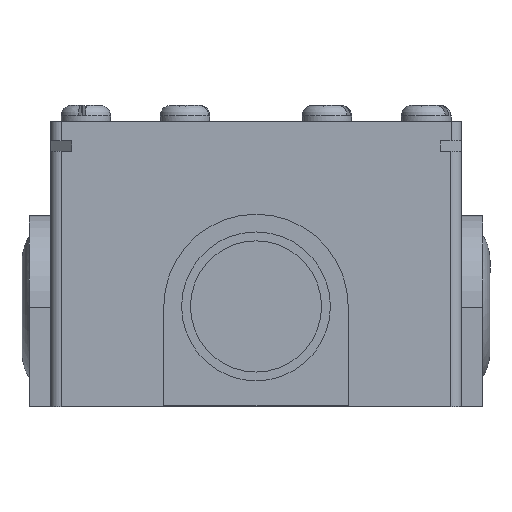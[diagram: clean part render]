
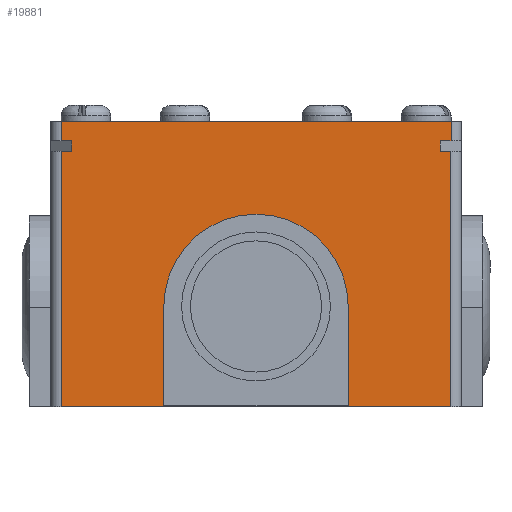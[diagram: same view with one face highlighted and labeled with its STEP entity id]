
A CAD part, front view. The second image highlights one B-rep face of the part: STEP entity #19881.
In plain terms, the highlighted planar face has unit normal (0, -1, 0).
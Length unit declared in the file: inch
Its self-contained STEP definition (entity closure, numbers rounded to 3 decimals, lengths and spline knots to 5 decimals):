
#431 = VERTEX_POINT ( 'NONE', #12999 ) ;
#506 = EDGE_CURVE ( 'NONE', #11334, #11448, #17920, .T. ) ;
#544 = CARTESIAN_POINT ( 'NONE',  ( -2.35941, -1.72249, 0.00197 ) ) ;
#654 = VECTOR ( 'NONE', #9172, 39.37008 ) ;
#658 = CIRCLE ( 'NONE', #11952, 0.51181 ) ;
#819 = DIRECTION ( 'NONE',  ( 0., 0., -1. ) ) ;
#868 = DIRECTION ( 'NONE',  ( -1., 0., 0. ) ) ;
#890 = VECTOR ( 'NONE', #19720, 39.37008 ) ;
#969 = CARTESIAN_POINT ( 'NONE',  ( -2.30036, -1.72249, 1.41929 ) ) ;
#1029 = CARTESIAN_POINT ( 'NONE',  ( -0.76493, -1.72249, 0.00736 ) ) ;
#1115 = EDGE_CURVE ( 'NONE', #1631, #4793, #6156, .T. ) ;
#1243 = ORIENTED_EDGE ( 'NONE', *, *, #9118, .F. ) ;
#1369 = LINE ( 'NONE', #4401, #8330 ) ;
#1492 = EDGE_CURVE ( 'NONE', #4363, #4793, #1369, .T. ) ;
#1631 = VERTEX_POINT ( 'NONE', #544 ) ;
#1720 = EDGE_LOOP ( 'NONE', ( #4690, #13883, #8117, #17872, #11143, #1243, #15739, #6886, #5434, #14099, #16163, #16159 ) ) ;
#1945 = VECTOR ( 'NONE', #2727, 39.37008 ) ;
#2727 = DIRECTION ( 'NONE',  ( -1., 0., 0. ) ) ;
#2829 = CARTESIAN_POINT ( 'NONE',  ( -1.27674, -1.72249, 1.41929 ) ) ;
#2915 = CARTESIAN_POINT ( 'NONE',  ( -0.76493, -1.72249, 0.55854 ) ) ;
#3075 = VERTEX_POINT ( 'NONE', #18178 ) ;
#3218 = VECTOR ( 'NONE', #9454, 39.37008 ) ;
#3293 = LINE ( 'NONE', #3385, #3218 ) ;
#3385 = CARTESIAN_POINT ( 'NONE',  ( -2.35941, -1.72249, 1.58465 ) ) ;
#3415 = VECTOR ( 'NONE', #12680, 39.37008 ) ;
#3766 = VERTEX_POINT ( 'NONE', #4681 ) ;
#4121 = VERTEX_POINT ( 'NONE', #969 ) ;
#4215 = EDGE_CURVE ( 'NONE', #11334, #12114, #5329, .T. ) ;
#4340 = LINE ( 'NONE', #2829, #4861 ) ;
#4363 = VERTEX_POINT ( 'NONE', #6933 ) ;
#4401 = CARTESIAN_POINT ( 'NONE',  ( -0.19406, -1.72249, 0.00197 ) ) ;
#4450 = CARTESIAN_POINT ( 'NONE',  ( -0.19406, -1.72249, 1.47835 ) ) ;
#4494 = EDGE_CURVE ( 'NONE', #4363, #19800, #5909, .T. ) ;
#4681 = CARTESIAN_POINT ( 'NONE',  ( -2.35941, -1.72249, 1.58465 ) ) ;
#4690 = ORIENTED_EDGE ( 'NONE', *, *, #12278, .F. ) ;
#4793 = VERTEX_POINT ( 'NONE', #7524 ) ;
#4861 = VECTOR ( 'NONE', #8990, 39.37008 ) ;
#4901 = CARTESIAN_POINT ( 'NONE',  ( -2.35941, -1.72249, 1.58465 ) ) ;
#5329 = LINE ( 'NONE', #11494, #19569 ) ;
#5434 = ORIENTED_EDGE ( 'NONE', *, *, #10039, .T. ) ;
#5504 = FACE_OUTER_BOUND ( 'NONE', #1720, .T. ) ;
#5738 = CARTESIAN_POINT ( 'NONE',  ( -2.41847, -1.72249, 1.58465 ) ) ;
#5909 = LINE ( 'NONE', #14691, #890 ) ;
#6156 = LINE ( 'NONE', #12312, #10895 ) ;
#6257 = DIRECTION ( 'NONE',  ( 1., 0., 0. ) ) ;
#6886 = ORIENTED_EDGE ( 'NONE', *, *, #15646, .F. ) ;
#6933 = CARTESIAN_POINT ( 'NONE',  ( -0.19406, -1.72249, 1.41929 ) ) ;
#7236 = DIRECTION ( 'NONE',  ( 0., 0., 1. ) ) ;
#7251 = VERTEX_POINT ( 'NONE', #1029 ) ;
#7471 = LINE ( 'NONE', #13519, #15561 ) ;
#7524 = CARTESIAN_POINT ( 'NONE',  ( -0.19406, -1.72249, 0.00197 ) ) ;
#7662 = CARTESIAN_POINT ( 'NONE',  ( -2.30036, -1.72249, 1.47835 ) ) ;
#7671 = VECTOR ( 'NONE', #7236, 39.37008 ) ;
#7836 = LINE ( 'NONE', #4901, #10663 ) ;
#7882 = CARTESIAN_POINT ( 'NONE',  ( -0.19406, -1.72249, 1.58465 ) ) ;
#7928 = DIRECTION ( 'NONE',  ( 0., 0., -1. ) ) ;
#8117 = ORIENTED_EDGE ( 'NONE', *, *, #506, .T. ) ;
#8134 = CARTESIAN_POINT ( 'NONE',  ( -0.25312, -1.72249, 1.47835 ) ) ;
#8330 = VECTOR ( 'NONE', #12083, 39.37008 ) ;
#8532 = CARTESIAN_POINT ( 'NONE',  ( -2.41847, -1.72249, 1.58465 ) ) ;
#8602 = LINE ( 'NONE', #13249, #19418 ) ;
#8656 = ORIENTED_EDGE ( 'NONE', *, *, #9887, .T. ) ;
#8990 = DIRECTION ( 'NONE',  ( 1., 0., 0. ) ) ;
#9003 = EDGE_LOOP ( 'NONE', ( #8656, #10109, #19841, #12465 ) ) ;
#9052 = VECTOR ( 'NONE', #18440, 39.37008 ) ;
#9118 = EDGE_CURVE ( 'NONE', #10100, #3075, #18585, .T. ) ;
#9172 = DIRECTION ( 'NONE',  ( -1., 0., 0. ) ) ;
#9267 = LINE ( 'NONE', #5738, #654 ) ;
#9454 = DIRECTION ( 'NONE',  ( 0., 0., -1. ) ) ;
#9505 = EDGE_CURVE ( 'NONE', #11448, #3766, #9267, .T. ) ;
#9581 = VERTEX_POINT ( 'NONE', #2915 ) ;
#9643 = CARTESIAN_POINT ( 'NONE',  ( -2.30036, -1.72249, 1.47835 ) ) ;
#9887 = EDGE_CURVE ( 'NONE', #7251, #16795, #12284, .T. ) ;
#10039 = EDGE_CURVE ( 'NONE', #431, #1631, #7836, .T. ) ;
#10100 = VERTEX_POINT ( 'NONE', #9643 ) ;
#10109 = ORIENTED_EDGE ( 'NONE', *, *, #18652, .T. ) ;
#10663 = VECTOR ( 'NONE', #7928, 39.37008 ) ;
#10703 = CARTESIAN_POINT ( 'NONE',  ( -1.27674, -1.72249, 1.47835 ) ) ;
#10780 = EDGE_CURVE ( 'NONE', #3766, #3075, #3293, .T. ) ;
#10794 = VERTEX_POINT ( 'NONE', #12480 ) ;
#10895 = VECTOR ( 'NONE', #6257, 39.37008 ) ;
#11143 = ORIENTED_EDGE ( 'NONE', *, *, #10780, .T. ) ;
#11289 = CARTESIAN_POINT ( 'NONE',  ( -0.25312, -1.72249, 1.47835 ) ) ;
#11334 = VERTEX_POINT ( 'NONE', #4450 ) ;
#11440 = CARTESIAN_POINT ( 'NONE',  ( -1.27674, -1.72249, 0.55854 ) ) ;
#11448 = VERTEX_POINT ( 'NONE', #7882 ) ;
#11461 = DIRECTION ( 'NONE',  ( 0., 0., -1. ) ) ;
#11494 = CARTESIAN_POINT ( 'NONE',  ( -1.27674, -1.72249, 1.47835 ) ) ;
#11674 = AXIS2_PLACEMENT_3D ( 'NONE', #8532, #19229, #11461 ) ;
#11952 = AXIS2_PLACEMENT_3D ( 'NONE', #11440, #12848, #19007 ) ;
#11991 = EDGE_CURVE ( 'NONE', #4121, #10100, #15530, .T. ) ;
#12083 = DIRECTION ( 'NONE',  ( 0., 0., -1. ) ) ;
#12114 = VERTEX_POINT ( 'NONE', #11289 ) ;
#12278 = EDGE_CURVE ( 'NONE', #12114, #19800, #14198, .T. ) ;
#12284 = LINE ( 'NONE', #18336, #9052 ) ;
#12312 = CARTESIAN_POINT ( 'NONE',  ( -2.36118, -1.72249, 0.00197 ) ) ;
#12465 = ORIENTED_EDGE ( 'NONE', *, *, #17569, .T. ) ;
#12480 = CARTESIAN_POINT ( 'NONE',  ( -1.78855, -1.72249, 0.55854 ) ) ;
#12680 = DIRECTION ( 'NONE',  ( 0., 0., -1. ) ) ;
#12848 = DIRECTION ( 'NONE',  ( 0., 1., 0. ) ) ;
#12999 = CARTESIAN_POINT ( 'NONE',  ( -2.35941, -1.72249, 1.41929 ) ) ;
#13249 = CARTESIAN_POINT ( 'NONE',  ( -0.76493, -1.72249, 1.58465 ) ) ;
#13519 = CARTESIAN_POINT ( 'NONE',  ( -1.78855, -1.72249, 1.58465 ) ) ;
#13883 = ORIENTED_EDGE ( 'NONE', *, *, #4215, .F. ) ;
#14099 = ORIENTED_EDGE ( 'NONE', *, *, #1115, .T. ) ;
#14198 = LINE ( 'NONE', #8134, #3415 ) ;
#14691 = CARTESIAN_POINT ( 'NONE',  ( -2.41847, -1.72249, 1.41929 ) ) ;
#14842 = DIRECTION ( 'NONE',  ( 0., 0., 1. ) ) ;
#14900 = CARTESIAN_POINT ( 'NONE',  ( -0.19406, -1.72249, 1.58465 ) ) ;
#15530 = LINE ( 'NONE', #7662, #15988 ) ;
#15561 = VECTOR ( 'NONE', #14842, 39.37008 ) ;
#15646 = EDGE_CURVE ( 'NONE', #431, #4121, #4340, .T. ) ;
#15739 = ORIENTED_EDGE ( 'NONE', *, *, #11991, .F. ) ;
#15988 = VECTOR ( 'NONE', #19965, 39.37008 ) ;
#16159 = ORIENTED_EDGE ( 'NONE', *, *, #4494, .T. ) ;
#16163 = ORIENTED_EDGE ( 'NONE', *, *, #1492, .F. ) ;
#16224 = EDGE_CURVE ( 'NONE', #10794, #9581, #658, .T. ) ;
#16394 = FACE_BOUND ( 'NONE', #9003, .T. ) ;
#16795 = VERTEX_POINT ( 'NONE', #19834 ) ;
#17569 = EDGE_CURVE ( 'NONE', #9581, #7251, #8602, .T. ) ;
#17721 = PLANE ( 'NONE',  #11674 ) ;
#17872 = ORIENTED_EDGE ( 'NONE', *, *, #9505, .T. ) ;
#17920 = LINE ( 'NONE', #14900, #7671 ) ;
#18133 = CARTESIAN_POINT ( 'NONE',  ( -0.25312, -1.72249, 1.41929 ) ) ;
#18178 = CARTESIAN_POINT ( 'NONE',  ( -2.35941, -1.72249, 1.47835 ) ) ;
#18336 = CARTESIAN_POINT ( 'NONE',  ( -2.41847, -1.72249, 0.00736 ) ) ;
#18440 = DIRECTION ( 'NONE',  ( -1., 0., 0. ) ) ;
#18585 = LINE ( 'NONE', #10703, #1945 ) ;
#18652 = EDGE_CURVE ( 'NONE', #16795, #10794, #7471, .T. ) ;
#19007 = DIRECTION ( 'NONE',  ( 0., 0., -1. ) ) ;
#19229 = DIRECTION ( 'NONE',  ( 0., -1., 0. ) ) ;
#19418 = VECTOR ( 'NONE', #819, 39.37008 ) ;
#19569 = VECTOR ( 'NONE', #868, 39.37008 ) ;
#19720 = DIRECTION ( 'NONE',  ( -1., 0., 0. ) ) ;
#19800 = VERTEX_POINT ( 'NONE', #18133 ) ;
#19834 = CARTESIAN_POINT ( 'NONE',  ( -1.78855, -1.72249, 0.00736 ) ) ;
#19841 = ORIENTED_EDGE ( 'NONE', *, *, #16224, .T. ) ;
#19881 = ADVANCED_FACE ( 'NONE', ( #16394, #5504 ), #17721, .T. ) ;
#19965 = DIRECTION ( 'NONE',  ( 0., 0., 1. ) ) ;
